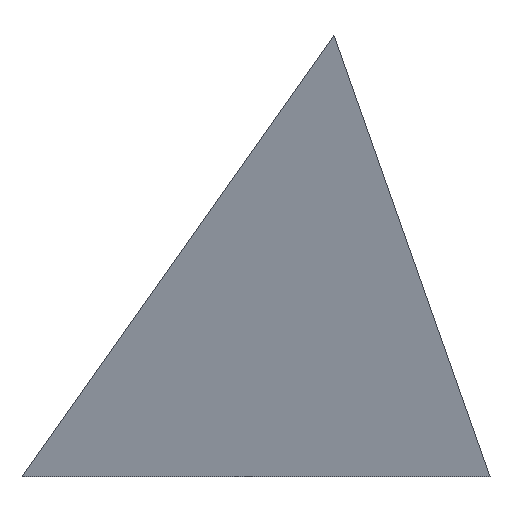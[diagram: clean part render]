
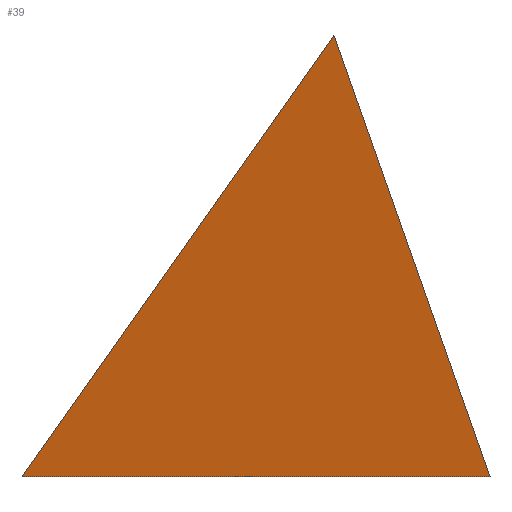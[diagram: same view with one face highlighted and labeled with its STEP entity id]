
A CAD part, left-side view. The second image highlights one B-rep face of the part: STEP entity #39.
In plain terms, the highlighted planar face has unit normal (-0.817, 0.471, 0.333).
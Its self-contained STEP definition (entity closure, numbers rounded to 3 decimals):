
#4 = DIRECTION ( 'NONE',  ( 0.816, -0.471, -0.333 ) ) ;
#6 = EDGE_CURVE ( 'NONE', #28, #95, #57, .T. ) ;
#17 = ORIENTED_EDGE ( 'NONE', *, *, #49, .T. ) ;
#19 = VECTOR ( 'NONE', #48, 1000. ) ;
#23 = DIRECTION ( 'NONE',  ( -0.5, -0.866, 0. ) ) ;
#28 = VERTEX_POINT ( 'NONE', #82 ) ;
#33 = CARTESIAN_POINT ( 'NONE',  ( -35.377, 20.989, 0. ) ) ;
#39 = ADVANCED_FACE ( 'NONE', ( #68 ), #88, .F. ) ;
#44 = LINE ( 'NONE', #69, #83 ) ;
#46 = CARTESIAN_POINT ( 'NONE',  ( -31.663, 18.281, 12.927 ) ) ;
#47 = DIRECTION ( 'NONE',  ( 0.5, 0.289, 0.816 ) ) ;
#48 = DIRECTION ( 'NONE',  ( 0., 0.577, -0.817 ) ) ;
#49 = EDGE_CURVE ( 'NONE', #95, #71, #81, .T. ) ;
#57 = LINE ( 'NONE', #67, #19 ) ;
#65 = EDGE_CURVE ( 'NONE', #71, #28, #44, .T. ) ;
#66 = AXIS2_PLACEMENT_3D ( 'NONE', #46, #4, #104 ) ;
#67 = CARTESIAN_POINT ( 'NONE',  ( -15.377, 55.63, 0. ) ) ;
#68 = FACE_OUTER_BOUND ( 'NONE', #72, .T. ) ;
#69 = CARTESIAN_POINT ( 'NONE',  ( -15.376, 32.537, 32.66 ) ) ;
#71 = VERTEX_POINT ( 'NONE', #117 ) ;
#72 = EDGE_LOOP ( 'NONE', ( #136, #103, #17 ) ) ;
#75 = CARTESIAN_POINT ( 'NONE',  ( -15.377, 55.63, 0. ) ) ;
#81 = LINE ( 'NONE', #33, #109 ) ;
#82 = CARTESIAN_POINT ( 'NONE',  ( -15.376, 32.537, 32.66 ) ) ;
#83 = VECTOR ( 'NONE', #47, 1000. ) ;
#88 = PLANE ( 'NONE',  #66 ) ;
#95 = VERTEX_POINT ( 'NONE', #75 ) ;
#103 = ORIENTED_EDGE ( 'NONE', *, *, #6, .T. ) ;
#104 = DIRECTION ( 'NONE',  ( 0.5, 0.866, 0. ) ) ;
#109 = VECTOR ( 'NONE', #23, 1000. ) ;
#117 = CARTESIAN_POINT ( 'NONE',  ( -35.377, 20.989, 0. ) ) ;
#136 = ORIENTED_EDGE ( 'NONE', *, *, #65, .T. ) ;
